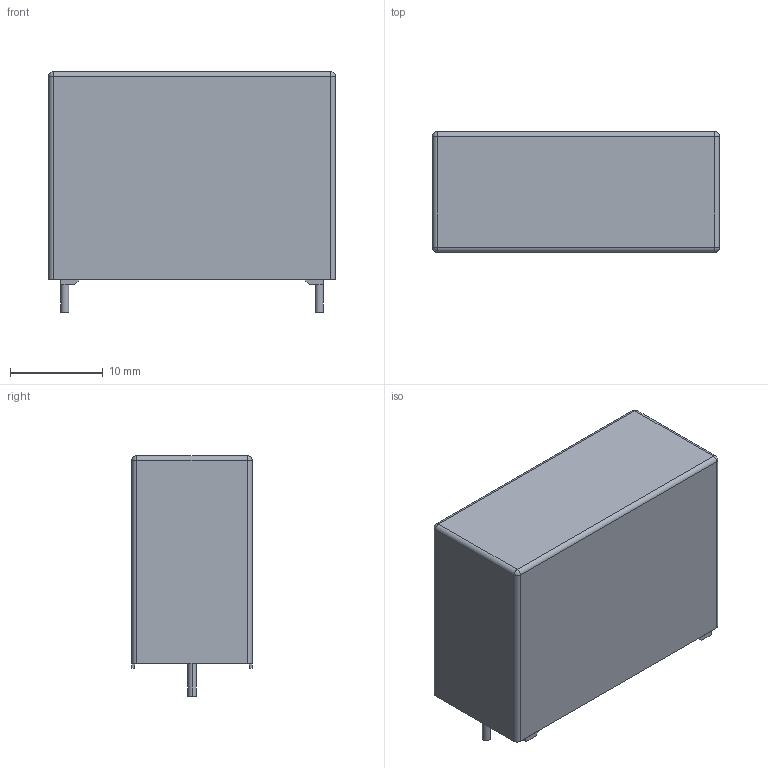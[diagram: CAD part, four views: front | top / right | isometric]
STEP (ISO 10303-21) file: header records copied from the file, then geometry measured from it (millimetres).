
FILE_DESCRIPTION (( 'STEP AP214' ), '1' );
FILE_NAME ('User Library-Vishay_1uF-400V_MKT_373_STD_27.5pitch.STEP', '2013-07-28T07:40:42', ( 'Windows User' ), ( '' ), 'SwSTEP 2.0', 'SolidWorks 2013', '' );
FILE_SCHEMA (( 'AUTOMOTIVE_DESIGN' ));
Length unit declared in the file: millimetre
Products named in the file (8): User Library-Vishay_1uF-400V_MKT_373_STD_27.5pitch_Chamfer; User Library-Vishay_1uF-400V_MKT_373_STD_27.5pitch_Cylinder001; User Library-Vishay_1uF-400V_MKT_373_STD_27.5pitch_Cylinder; User Library-Vishay_1uF-400V_MKT_373_STD_27.5pitch; User Library-Vishay_1uF-400V_MKT_373_STD_27.5pitch_Fillet; User Library-Vishay_1uF-400V_MKT_373_STD_27.5pitch_Chamfer003; User Library-Vishay_1uF-400V_MKT_373_STD_27.5pitch_Chamfer002; User Library-Vishay_1uF-400V_MKT_373_STD_27.5pitch_Chamfer001
Assembly tree (7 placements, depth 2):
  User Library-Vishay_1uF-400V_MKT_373_STD_27.5pitch
    User Library-Vishay_1uF-400V_MKT_373_STD_27.5pitch_Cylinder
    User Library-Vishay_1uF-400V_MKT_373_STD_27.5pitch_Cylinder001
    User Library-Vishay_1uF-400V_MKT_373_STD_27.5pitch_Chamfer
    User Library-Vishay_1uF-400V_MKT_373_STD_27.5pitch_Chamfer001
    User Library-Vishay_1uF-400V_MKT_373_STD_27.5pitch_Chamfer002
    User Library-Vishay_1uF-400V_MKT_373_STD_27.5pitch_Chamfer003
    User Library-Vishay_1uF-400V_MKT_373_STD_27.5pitch_Fillet
Bounding box: 31 x 13 x 26 mm (x, y, z)
Volume: 9064 mm3; surface area: 2784.7 mm2
Topology: 7 solids, 7 shells, 54 faces, 112 edges, 68 vertices
Faces by surface type: plane 38, cylinder 12, bspline 4
Entity records: 2348 total; most frequent: CARTESIAN_POINT 300, DIRECTION 252, ORIENTED_EDGE 216, EDGE_CURVE 108, AXIS2_PLACEMENT_3D 84, LINE 84, VECTOR 84, UNCERTAINTY_MEASURE_WITH_UNIT 76
